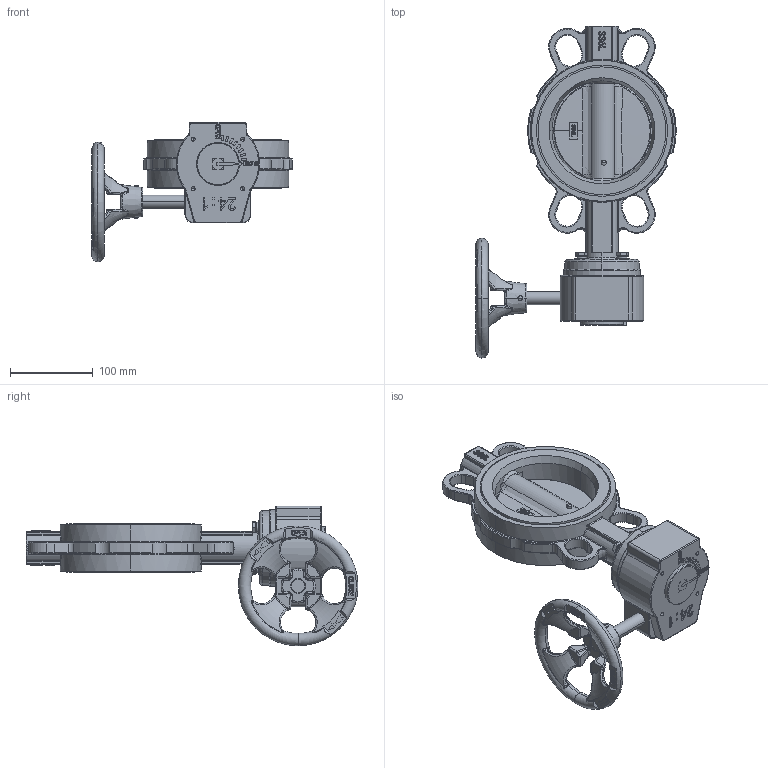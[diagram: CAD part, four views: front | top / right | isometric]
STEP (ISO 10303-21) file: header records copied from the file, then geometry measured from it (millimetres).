
FILE_DESCRIPTION (( 'STEP AP203' ), '1' );
FILE_NAME ('J9 DN125 + RM PN25.STEP', '2023-11-21T07:19:40', ( '' ), ( '' ), 'SwSTEP 2.0', 'SolidWorks 2023', '' );
FILE_SCHEMA (( 'CONFIG_CONTROL_DESIGN' ));
Length unit declared in the file: millimetre
Products named in the file (1): J9 DN125 + RM PN25
Bounding box: 243 x 402.3 x 169 mm (x, y, z)
Volume: 1881996 mm3; surface area: 229297.9 mm2
Topology: 1 solids, 11 shells, 1641 faces, 4111 edges, 2499 vertices
Faces by surface type: plane 601, bspline 370, cylinder 308, torus 207, cone 103, sphere 52
Entity records: 83085 total; most frequent: CARTESIAN_POINT 46462, ORIENTED_EDGE 8074, DIRECTION 6966, EDGE_CURVE 4037, AXIS2_PLACEMENT_3D 2611, VERTEX_POINT 2499, EDGE_LOOP 1746, VECTOR 1744
